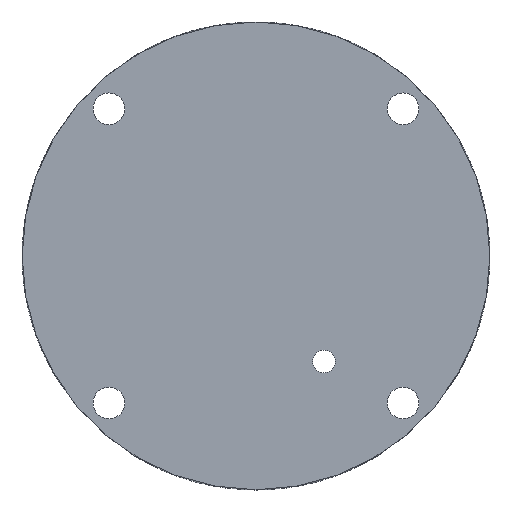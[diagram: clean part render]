
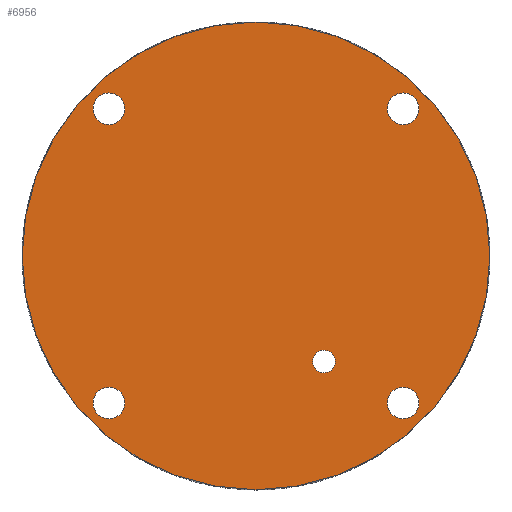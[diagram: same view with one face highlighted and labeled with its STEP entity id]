
A CAD part, top view. The second image highlights one B-rep face of the part: STEP entity #6956.
In plain terms, the highlighted planar face has unit normal (0, 0, 1).
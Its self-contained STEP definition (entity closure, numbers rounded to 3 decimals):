
#25=FACE_BOUND('',#1218,.T.);
#26=FACE_BOUND('',#1219,.T.);
#27=FACE_BOUND('',#1220,.T.);
#28=FACE_BOUND('',#1221,.T.);
#29=FACE_BOUND('',#1222,.T.);
#200=PLANE('',#7678);
#849=FACE_OUTER_BOUND('',#1217,.T.);
#1217=EDGE_LOOP('',(#6340));
#1218=EDGE_LOOP('',(#6341));
#1219=EDGE_LOOP('',(#6342));
#1220=EDGE_LOOP('',(#6343));
#1221=EDGE_LOOP('',(#6344));
#1222=EDGE_LOOP('',(#6345));
#2278=CIRCLE('',#7018,1.5);
#2547=CIRCLE('',#7508,31.);
#2635=CIRCLE('',#7679,2.1);
#2636=CIRCLE('',#7680,2.1);
#2637=CIRCLE('',#7681,2.1);
#2638=CIRCLE('',#7682,2.1);
#2640=VERTEX_POINT('',#9698);
#3274=VERTEX_POINT('',#11764);
#3353=VERTEX_POINT('',#12183);
#3354=VERTEX_POINT('',#12185);
#3355=VERTEX_POINT('',#12187);
#3356=VERTEX_POINT('',#12189);
#3358=EDGE_CURVE('',#2640,#2640,#2278,.T.);
#4208=EDGE_CURVE('',#3274,#3274,#2547,.T.);
#4414=EDGE_CURVE('',#3353,#3353,#2635,.T.);
#4415=EDGE_CURVE('',#3354,#3354,#2636,.T.);
#4416=EDGE_CURVE('',#3355,#3355,#2637,.T.);
#4417=EDGE_CURVE('',#3356,#3356,#2638,.T.);
#6340=ORIENTED_EDGE('',*,*,#4208,.F.);
#6341=ORIENTED_EDGE('',*,*,#3358,.T.);
#6342=ORIENTED_EDGE('',*,*,#4414,.T.);
#6343=ORIENTED_EDGE('',*,*,#4415,.T.);
#6344=ORIENTED_EDGE('',*,*,#4416,.T.);
#6345=ORIENTED_EDGE('',*,*,#4417,.T.);
#6956=ADVANCED_FACE('',(#849,#25,#26,#27,#28,#29),#200,.T.);
#7018=AXIS2_PLACEMENT_3D('',#9699,#7748,#7749);
#7508=AXIS2_PLACEMENT_3D('',#11766,#9128,#9129);
#7678=AXIS2_PLACEMENT_3D('',#12182,#9561,#9562);
#7679=AXIS2_PLACEMENT_3D('',#12184,#9563,#9564);
#7680=AXIS2_PLACEMENT_3D('',#12186,#9565,#9566);
#7681=AXIS2_PLACEMENT_3D('',#12188,#9567,#9568);
#7682=AXIS2_PLACEMENT_3D('',#12190,#9569,#9570);
#7748=DIRECTION('center_axis',(0.,0.,
-1.));
#7749=DIRECTION('ref_axis',(0.,1.,0.));
#9128=DIRECTION('center_axis',(0.,0.,
-1.));
#9129=DIRECTION('ref_axis',(0.,-1.,0.));
#9561=DIRECTION('center_axis',(0.,0.,
1.));
#9562=DIRECTION('ref_axis',(1.,0.,0.));
#9563=DIRECTION('center_axis',(0.,0.,
-1.));
#9564=DIRECTION('ref_axis',(0.,1.,0.));
#9565=DIRECTION('center_axis',(0.,0.,
-1.));
#9566=DIRECTION('ref_axis',(0.,1.,0.));
#9567=DIRECTION('center_axis',(0.,0.,
-1.));
#9568=DIRECTION('ref_axis',(0.,1.,0.));
#9569=DIRECTION('center_axis',(0.,0.,
-1.));
#9570=DIRECTION('ref_axis',(0.,1.,0.));
#9698=CARTESIAN_POINT('',(-14.,-10.5,2.));
#9699=CARTESIAN_POINT('Origin',(-14.,-9.,2.));
#11764=CARTESIAN_POINT('',(31.,0.,2.));
#11766=CARTESIAN_POINT('Origin',(0.,0.,
2.));
#12182=CARTESIAN_POINT('Origin',(0.,0.,
2.));
#12183=CARTESIAN_POINT('',(19.5,-21.6,2.));
#12184=CARTESIAN_POINT('Origin',(19.5,-19.5,2.));
#12185=CARTESIAN_POINT('',(-19.5,-21.6,2.));
#12186=CARTESIAN_POINT('Origin',(-19.5,-19.5,2.));
#12187=CARTESIAN_POINT('',(-19.5,17.4,2.));
#12188=CARTESIAN_POINT('Origin',(-19.5,19.5,2.));
#12189=CARTESIAN_POINT('',(19.5,17.4,2.));
#12190=CARTESIAN_POINT('Origin',(19.5,19.5,2.));
